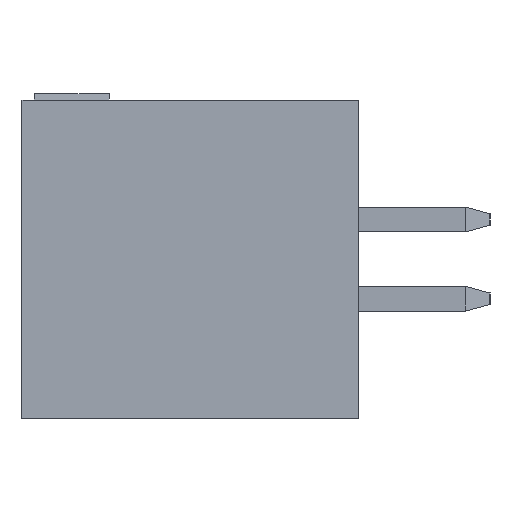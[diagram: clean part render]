
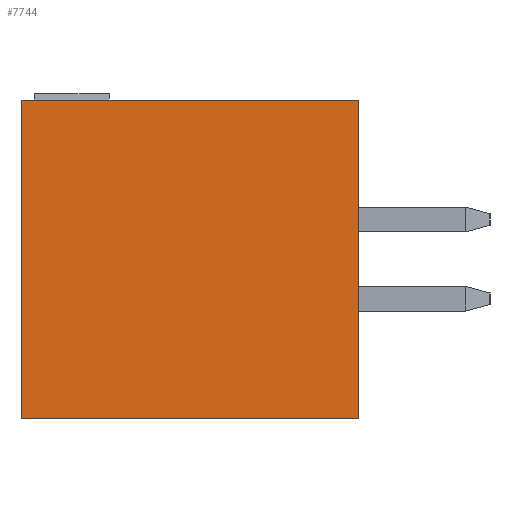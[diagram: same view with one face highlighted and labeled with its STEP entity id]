
A CAD part, left-side view. The second image highlights one B-rep face of the part: STEP entity #7744.
In plain terms, the highlighted planar face has unit normal (-1, 0, 0).
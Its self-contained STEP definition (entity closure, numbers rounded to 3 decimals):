
#638 = DIRECTION ( 'NONE',  ( 0., 0., 1. ) ) ;
#668 = VERTEX_POINT ( 'NONE', #7599 ) ;
#759 = LINE ( 'NONE', #8545, #9385 ) ;
#2323 = DIRECTION ( 'NONE',  ( 0., -1., 0. ) ) ;
#2552 = DIRECTION ( 'NONE',  ( 1., 0., 0. ) ) ;
#2981 = ORIENTED_EDGE ( 'NONE', *, *, #6438, .T. ) ;
#3025 = CARTESIAN_POINT ( 'NONE',  ( -9.5, 5.4, 2.55 ) ) ;
#3099 = CARTESIAN_POINT ( 'NONE',  ( -9.5, 5.4, -2.55 ) ) ;
#3824 = DIRECTION ( 'NONE',  ( 0., 0., -1. ) ) ;
#4163 = DIRECTION ( 'NONE',  ( 0., 0., 1. ) ) ;
#4264 = CARTESIAN_POINT ( 'NONE',  ( -9.5, 5.4, 2.55 ) ) ;
#5123 = EDGE_CURVE ( 'NONE', #7625, #10734, #12653, .T. ) ;
#5127 = ORIENTED_EDGE ( 'NONE', *, *, #11750, .F. ) ;
#5623 = VECTOR ( 'NONE', #4163, 1000. ) ;
#5801 = ORIENTED_EDGE ( 'NONE', *, *, #12423, .F. ) ;
#6078 = CARTESIAN_POINT ( 'NONE',  ( -9.5, 0., -2.55 ) ) ;
#6279 = ORIENTED_EDGE ( 'NONE', *, *, #5123, .T. ) ;
#6438 = EDGE_CURVE ( 'NONE', #13025, #7625, #759, .T. ) ;
#6539 = DIRECTION ( 'NONE',  ( 0., -1., 0. ) ) ;
#6546 = FACE_OUTER_BOUND ( 'NONE', #7372, .T. ) ;
#6818 = VECTOR ( 'NONE', #6539, 1000. ) ;
#7372 = EDGE_LOOP ( 'NONE', ( #6279, #5127, #5801, #2981 ) ) ;
#7599 = CARTESIAN_POINT ( 'NONE',  ( -9.5, 5.4, 2.55 ) ) ;
#7625 = VERTEX_POINT ( 'NONE', #6078 ) ;
#7744 = ADVANCED_FACE ( 'NONE', ( #6546 ), #8674, .F. ) ;
#7987 = CARTESIAN_POINT ( 'NONE',  ( -9.5, 0., 2.55 ) ) ;
#8095 = LINE ( 'NONE', #4264, #5623 ) ;
#8545 = CARTESIAN_POINT ( 'NONE',  ( -9.5, 5.4, -2.55 ) ) ;
#8674 = PLANE ( 'NONE',  #14047 ) ;
#8853 = CARTESIAN_POINT ( 'NONE',  ( -9.5, 0., 2.55 ) ) ;
#9385 = VECTOR ( 'NONE', #2323, 1000. ) ;
#9909 = CARTESIAN_POINT ( 'NONE',  ( -9.5, 5.4, 2.55 ) ) ;
#10202 = VECTOR ( 'NONE', #638, 1000. ) ;
#10246 = LINE ( 'NONE', #3025, #6818 ) ;
#10734 = VERTEX_POINT ( 'NONE', #8853 ) ;
#11750 = EDGE_CURVE ( 'NONE', #668, #10734, #10246, .T. ) ;
#12423 = EDGE_CURVE ( 'NONE', #13025, #668, #8095, .T. ) ;
#12653 = LINE ( 'NONE', #7987, #10202 ) ;
#13025 = VERTEX_POINT ( 'NONE', #3099 ) ;
#14047 = AXIS2_PLACEMENT_3D ( 'NONE', #9909, #2552, #3824 ) ;
